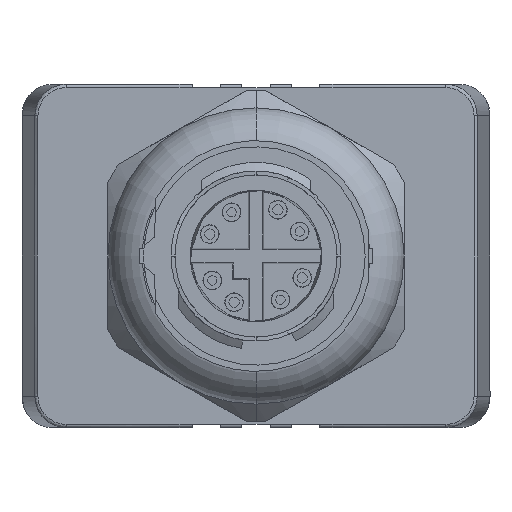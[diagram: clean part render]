
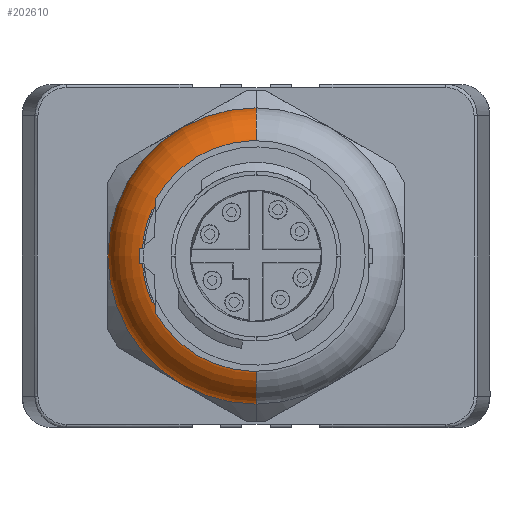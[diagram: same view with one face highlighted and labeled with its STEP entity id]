
A CAD part, left-side view. The second image highlights one B-rep face of the part: STEP entity #202610.
In plain terms, the highlighted toroidal (fillet/blend) face has major radius 6.5 mm and minor radius 3 mm.
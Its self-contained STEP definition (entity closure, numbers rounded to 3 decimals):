
#38190=CARTESIAN_POINT('',(100.,0.,
0.));
#38200=DIRECTION('',(-1.,0.,0.));
#38210=DIRECTION('',(0.,0.,1.));
#38220=AXIS2_PLACEMENT_3D('',#38190,#38200,#38210);
#38230=CIRCLE('',#38220,6.5);
#38240=CARTESIAN_POINT('',(100.,0.,6.5));
#38250=VERTEX_POINT('',#38240);
#38260=CARTESIAN_POINT('',(100.,0.,-6.5))
;
#38270=VERTEX_POINT('',#38260);
#38280=EDGE_CURVE('',#38250,#38270,#38230,.T.);
#38620=CARTESIAN_POINT('',(103.,0.,6.5));
#38630=DIRECTION('',(0.,1.,0.));
#38640=DIRECTION('',(0.,0.,-1.));
#38650=AXIS2_PLACEMENT_3D('',#38620,#38630,#38640);
#38660=CIRCLE('',#38650,3.);
#38670=CARTESIAN_POINT('',(103.,0.,9.5));
#38680=VERTEX_POINT('',#38670);
#38690=EDGE_CURVE('',#38250,#38680,#38660,.T.);
#38710=CARTESIAN_POINT('',(103.,0.,
0.));
#38720=DIRECTION('',(-1.,0.,0.));
#38730=DIRECTION('',(0.,0.,1.));
#38740=AXIS2_PLACEMENT_3D('',#38710,#38720,#38730);
#38750=CIRCLE('',#38740,9.5);
#38800=CARTESIAN_POINT('',(103.,0.,-9.5));
#38810=VERTEX_POINT('',#38800);
#38840=CARTESIAN_POINT('',(103.,0.,-6.5));
#38850=DIRECTION('',(0.,-1.,0.));
#38860=DIRECTION('',(0.,0.,1.));
#38870=AXIS2_PLACEMENT_3D('',#38840,#38850,#38860);
#38880=CIRCLE('',#38870,3.);
#38890=EDGE_CURVE('',#38270,#38810,#38880,.T.);
#202320=EDGE_CURVE('',#38680,#38810,#38750,.T.);
#202500=CARTESIAN_POINT('',(103.,0.,
0.));
#202510=DIRECTION('',(-1.,0.,0.));
#202520=DIRECTION('',(0.,0.,1.));
#202530=AXIS2_PLACEMENT_3D('',#202500,#202510,#202520);
#202540=TOROIDAL_SURFACE('',#202530,6.5,3.);
#202550=ORIENTED_EDGE('',*,*,#38280,.F.);
#202560=ORIENTED_EDGE('',*,*,#38890,.F.);
#202570=ORIENTED_EDGE('',*,*,#202320,.T.);
#202580=ORIENTED_EDGE('',*,*,#38690,.T.);
#202590=EDGE_LOOP('',(#202580,#202570,#202560,#202550));
#202600=FACE_OUTER_BOUND('',#202590,.T.);
#202610=ADVANCED_FACE('',(#202600),#202540,.T.);
